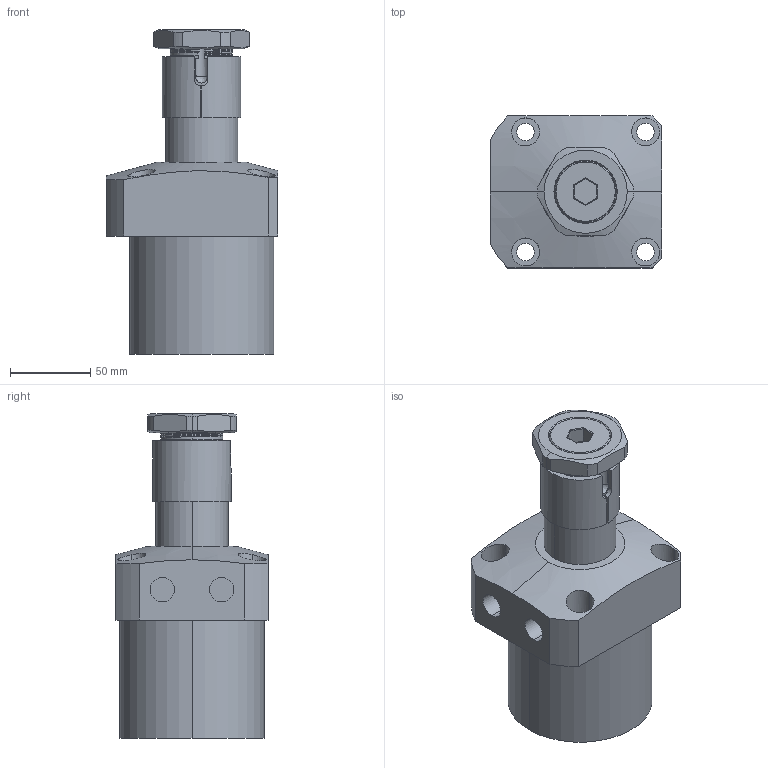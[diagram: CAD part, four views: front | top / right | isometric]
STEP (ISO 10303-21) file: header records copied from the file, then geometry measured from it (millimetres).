
FILE_DESCRIPTION (( 'STEP AP203' ), '1' );
FILE_NAME ('CHA-090SRX90.STEP', '2019-05-24T12:39:29', ( '' ), ( '' ), 'SwSTEP 2.0', 'SolidWorks 2017', '' );
FILE_SCHEMA (( 'CONFIG_CONTROL_DESIGN' ));
Length unit declared in the file: millimetre
Products named in the file (5): CHA-090S活塞杆; CHA-090S袪杶; CHA-090SRX90; CHA-090掛极; CHA-090蹟譫
Assembly tree (4 placements, depth 2):
  CHA-090SRX90
    CHA-090掛极
    CHA-090S活塞杆
    CHA-090S袪杶
    CHA-090蹟譫
Bounding box: 107 x 95 x 203 mm (x, y, z)
Volume: 899495 mm3; surface area: 125383.9 mm2
Topology: 4 solids, 4 shells, 182 faces, 478 edges, 313 vertices
Faces by surface type: cylinder 98, plane 44, bspline 22, cone 18
Entity records: 13255 total; most frequent: CARTESIAN_POINT 8672, ORIENTED_EDGE 952, DIRECTION 744, EDGE_CURVE 476, VERTEX_POINT 313, AXIS2_PLACEMENT_3D 286, EDGE_LOOP 203, ADVANCED_FACE 182
